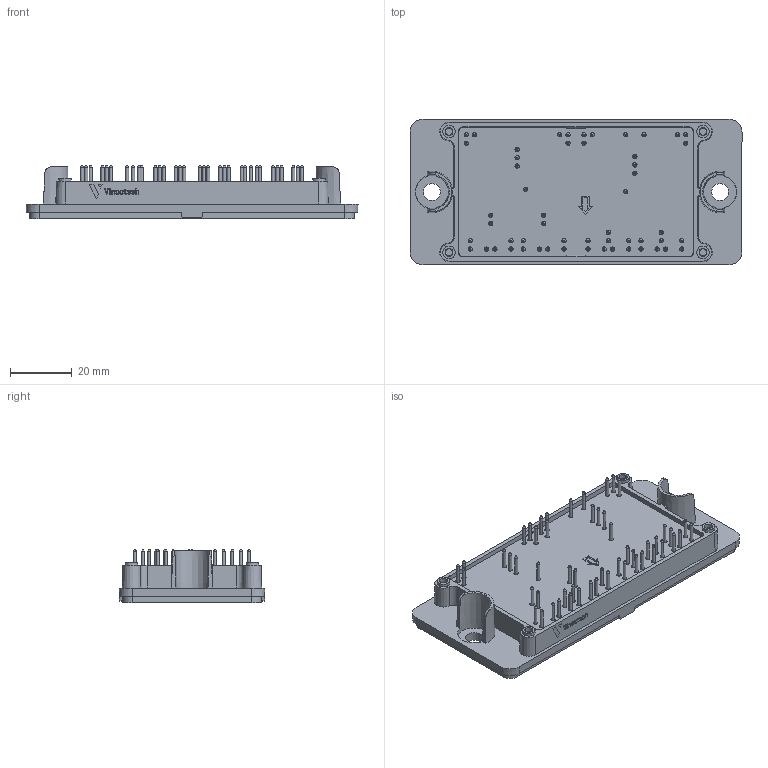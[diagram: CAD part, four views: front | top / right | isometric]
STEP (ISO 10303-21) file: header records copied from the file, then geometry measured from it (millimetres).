
FILE_DESCRIPTION(/* description */ ('Unknown','CAx-IF Rec.Pracs.---Representation and Presentation of Product Manufacturing Information (PMI)---4.0---2014-10-13','CAx-IF Rec.Pracs.---3D Tessellated Geometry---0.4---2014-09-14','2;1'),/* implementation_level */ '2;1');
FILE_NAME(/* name */ 'Flow2-4T13W-PL90(540)-01-OL',/* time_stamp */ '2024-04-12T09:45:42+02:00',/* author */ ('Unknown'),/* organization */ ('Unknown'),/* preprocessor_version */ 'ST-DEVELOPER v18.104',/* originating_system */ 'Solid Edge',/* authorisation */ 'Unknown');
FILE_SCHEMA (('AP242_MANAGED_MODEL_BASED_3D_ENGINEERING_MIM_LF { 1 0 10303 442 1 1 4 }'));
Length unit declared in the file: millimetre
Products named in the file (1): Flow2-4T13W-PL90-OL
Bounding box: 107.2 x 47 x 17.18 mm (x, y, z)
Volume: 44563.3 mm3; surface area: 19688.2 mm2
Topology: 13 solids, 18 shells, 1060 faces, 2810 edges, 1855 vertices
Faces by surface type: plane 563, cylinder 187, cone 169, bspline 109, torus 32
Full cylindrical faces by diameter (mm): 1 x54, 1.4 x54, 2.25 x4, 2.55 x4, 3 x4, 5.5 x2
Entity records: 40935 total; most frequent: CARTESIAN_POINT 10068, ORIENTED_EDGE 5074, DIRECTION 4723, EDGE_CURVE 2537, VERTEX_POINT 1769, AXIS2_PLACEMENT_3D 1726, EDGE_LOOP 1414, FACE_BOUND 1414
